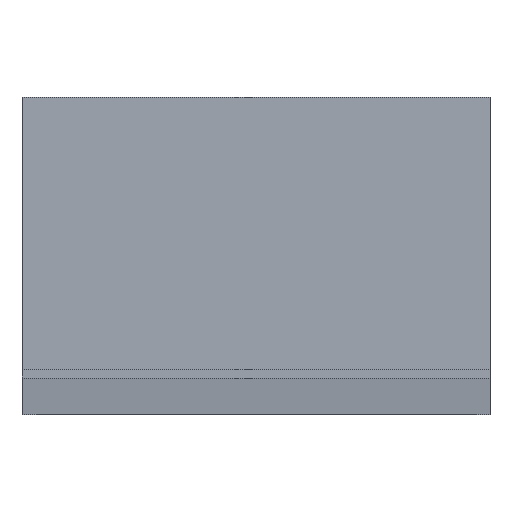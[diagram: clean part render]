
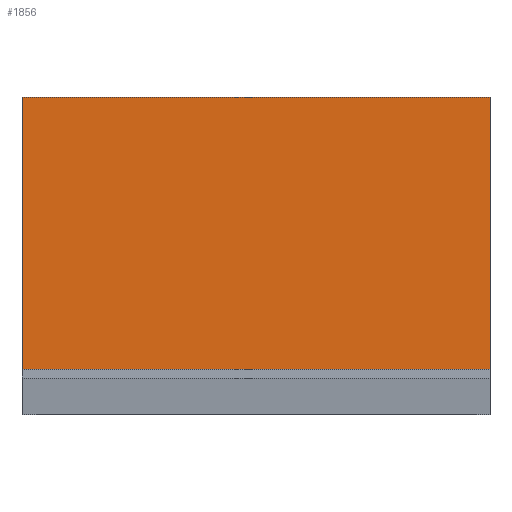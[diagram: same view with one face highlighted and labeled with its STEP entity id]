
A CAD part, top view. The second image highlights one B-rep face of the part: STEP entity #1856.
In plain terms, the highlighted planar face has unit normal (0, 0, 1).
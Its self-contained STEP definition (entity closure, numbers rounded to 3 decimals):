
#1843=AXIS2_PLACEMENT_3D('Plane Axis2P3D',#1840,#1841,#1842) ;
#1188=CARTESIAN_POINT('Vertex',(32.48,22.,32.33)) ;
#1191=CARTESIAN_POINT('Line Origine',(32.48,12.55,32.33)) ;
#1195=CARTESIAN_POINT('Vertex',(32.48,3.1,32.33)) ;
#1361=CARTESIAN_POINT('Vertex',(0.,3.1,32.33)) ;
#1364=CARTESIAN_POINT('Line Origine',(0.,12.55,32.33)) ;
#1368=CARTESIAN_POINT('Vertex',(0.,22.,32.33)) ;
#1827=CARTESIAN_POINT('Line Origine',(16.24,22.,32.33)) ;
#1840=CARTESIAN_POINT('Axis2P3D Location',(1.,22.,32.33)) ;
#1845=CARTESIAN_POINT('Line Origine',(16.24,3.1,32.33)) ;
#1192=DIRECTION('Vector Direction',(0.,-1.,0.)) ;
#1365=DIRECTION('Vector Direction',(0.,-1.,0.)) ;
#1828=DIRECTION('Vector Direction',(1.,0.,0.)) ;
#1841=DIRECTION('Axis2P3D Direction',(-0.,0.,1.)) ;
#1842=DIRECTION('Axis2P3D XDirection',(0.,-1.,0.)) ;
#1846=DIRECTION('Vector Direction',(1.,0.,0.)) ;
#1193=VECTOR('Line Direction',#1192,1.) ;
#1366=VECTOR('Line Direction',#1365,1.) ;
#1829=VECTOR('Line Direction',#1828,1.) ;
#1847=VECTOR('Line Direction',#1846,1.) ;
#1851=ORIENTED_EDGE('',*,*,#1197,.T.) ;
#1852=ORIENTED_EDGE('',*,*,#1831,.T.) ;
#1853=ORIENTED_EDGE('',*,*,#1370,.F.) ;
#1854=ORIENTED_EDGE('',*,*,#1849,.F.) ;
#1856=ADVANCED_FACE('Housing',(#1855),#1844,.T.) ;
#1197=EDGE_CURVE('',#1196,#1189,#1194,.F.) ;
#1370=EDGE_CURVE('',#1362,#1369,#1367,.F.) ;
#1831=EDGE_CURVE('',#1189,#1369,#1830,.F.) ;
#1849=EDGE_CURVE('',#1196,#1362,#1848,.F.) ;
#1850=EDGE_LOOP('',(#1851,#1852,#1853,#1854)) ;
#1855=FACE_OUTER_BOUND('',#1850,.T.) ;
#1194=LINE('Line',#1191,#1193) ;
#1367=LINE('Line',#1364,#1366) ;
#1830=LINE('Line',#1827,#1829) ;
#1848=LINE('Line',#1845,#1847) ;
#1844=PLANE('',#1843) ;
#1189=VERTEX_POINT('',#1188) ;
#1196=VERTEX_POINT('',#1195) ;
#1362=VERTEX_POINT('',#1361) ;
#1369=VERTEX_POINT('',#1368) ;
